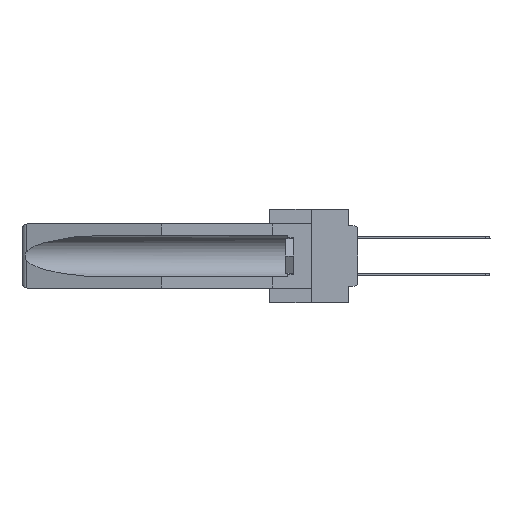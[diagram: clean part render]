
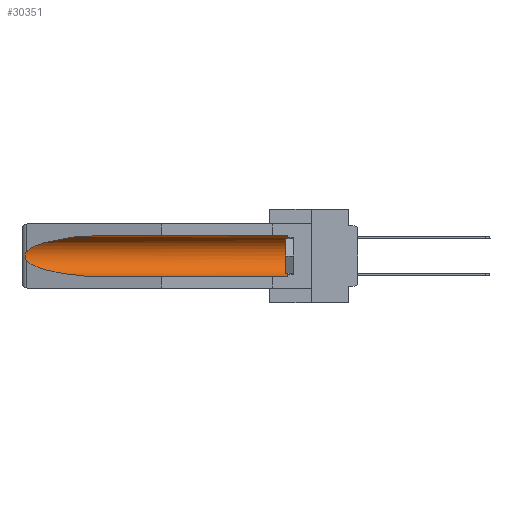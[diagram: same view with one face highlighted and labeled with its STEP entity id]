
A CAD part, left-side view. The second image highlights one B-rep face of the part: STEP entity #30351.
In plain terms, the highlighted cylindrical face has radius 2.857 mm (diameter 5.715 mm), a partial arc.
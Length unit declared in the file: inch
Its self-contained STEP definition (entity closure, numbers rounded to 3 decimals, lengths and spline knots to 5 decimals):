
#396 = DIRECTION ( 'NONE',  ( 0., -1., 0. ) ) ;
#768 = CARTESIAN_POINT ( 'NONE',  ( 0.155, -0.30754, -0.059 ) ) ;
#845 = CARTESIAN_POINT ( 'NONE',  ( 0.26537, 1.52718, -0.14972 ) ) ;
#1611 = EDGE_CURVE ( 'NONE', #5117, #24120, #33054, .T. ) ;
#2190 = VERTEX_POINT ( 'NONE', #3357 ) ;
#2612 = VECTOR ( 'NONE', #30577, 39.37008 ) ;
#2622 = EDGE_CURVE ( 'NONE', #2190, #28796, #22182, .T. ) ;
#3357 = CARTESIAN_POINT ( 'NONE',  ( 0.26537, 1.52718, -0.19328 ) ) ;
#4418 = CARTESIAN_POINT ( 'NONE',  ( 0.26537, 1.52718, -0.14972 ) ) ;
#4724 = CARTESIAN_POINT ( 'NONE',  ( 0.25451, 1.48313, -0.09465 ) ) ;
#4988 = CARTESIAN_POINT ( 'NONE',  ( 0.26537, 1.52718, -0.14972 ) ) ;
#5117 = VERTEX_POINT ( 'NONE', #14654 ) ;
#5811 = CARTESIAN_POINT ( 'NONE',  ( 0.155, -0.30754, -0.1715 ) ) ;
#5992 = CARTESIAN_POINT ( 'NONE',  ( 0.155, 0.126, -0.284 ) ) ;
#7232 = CARTESIAN_POINT ( 'NONE',  ( 0.2673, 1.5327, -0.16383 ) ) ;
#7483 = CARTESIAN_POINT ( 'NONE',  ( 0.26537, 1.52718, -0.19328 ) ) ;
#7973 = ORIENTED_EDGE ( 'NONE', *, *, #12239, .T. ) ;
#8363 = CARTESIAN_POINT ( 'NONE',  ( 0.155, 1.07973, -0.059 ) ) ;
#8555 = DIRECTION ( 'NONE',  ( 0., 1., 0. ) ) ;
#9475 = ORIENTED_EDGE ( 'NONE', *, *, #35967, .T. ) ;
#9939 = CARTESIAN_POINT ( 'NONE',  ( 0.2675, 1.53308, -0.16763 ) ) ;
#10290 = ORIENTED_EDGE ( 'NONE', *, *, #2622, .T. ) ;
#10519 = CARTESIAN_POINT ( 'NONE',  ( 0.21114, 1.30732, -0.059 ) ) ;
#11532 = DIRECTION ( 'NONE',  ( 0., 0., 1. ) ) ;
#11920 = CARTESIAN_POINT ( 'NONE',  ( 0.155, 1.07973, -0.284 ) ) ;
#12239 = EDGE_CURVE ( 'NONE', #24120, #26269, #35494, .T. ) ;
#13658 = FACE_OUTER_BOUND ( 'NONE', #18642, .T. ) ;
#13874 = CARTESIAN_POINT ( 'NONE',  ( 0.155, 1.07973, -0.059 ) ) ;
#14645 = DIRECTION ( 'NONE',  ( 0., 0., 1. ) ) ;
#14654 = CARTESIAN_POINT ( 'NONE',  ( 0.155, 0.126, -0.059 ) ) ;
#14803 = CARTESIAN_POINT ( 'NONE',  ( 0.155, 1.07973, -0.284 ) ) ;
#15294 = EDGE_CURVE ( 'NONE', #26269, #2190, #21009, .T. ) ;
#17476 = EDGE_CURVE ( 'NONE', #29872, #28796, #31834, .T. ) ;
#18642 = EDGE_LOOP ( 'NONE', ( #7973, #22101, #10290, #33499, #9475, #25277 ) ) ;
#19261 = DIRECTION ( 'NONE',  ( 0., 1., 0. ) ) ;
#20525 = CYLINDRICAL_SURFACE ( 'NONE', #22809, 0.1125 ) ;
#20585 = CARTESIAN_POINT ( 'NONE',  ( 0.26537, 1.52718, -0.19328 ) ) ;
#20624 = CIRCLE ( 'NONE', #27912, 0.1125 ) ;
#21009 = B_SPLINE_CURVE_WITH_KNOTS ( 'NONE', 3,
 ( #4418, #21889, #22152, #7232, #9939, #30562, #25016, #25135, #27892, #7483 ),
 .UNSPECIFIED., .F., .F.,
 ( 4, 2, 2, 2, 4 ),
 ( 0., 0.00029, 0.00058, 0.00087, 0.00117 ),
 .UNSPECIFIED. ) ;
#21889 = CARTESIAN_POINT ( 'NONE',  ( 0.26597, 1.52961, -0.15275 ) ) ;
#22101 = ORIENTED_EDGE ( 'NONE', *, *, #15294, .T. ) ;
#22152 = CARTESIAN_POINT ( 'NONE',  ( 0.26654, 1.53092, -0.15636 ) ) ;
#22182 =( BOUNDED_CURVE ( )  B_SPLINE_CURVE ( 3, ( #20585, #26822, #26455, #14803 ),
 .UNSPECIFIED., .F., .F. ) 
 B_SPLINE_CURVE_WITH_KNOTS ( ( 4, 4 ),
 ( 0.1948, 1.5708 ),
 .UNSPECIFIED. ) 
 CURVE ( )  GEOMETRIC_REPRESENTATION_ITEM ( )  RATIONAL_B_SPLINE_CURVE ( ( 1., 0.848, 0.848, 1. ) ) 
 REPRESENTATION_ITEM ( '' )  );
#22809 = AXIS2_PLACEMENT_3D ( 'NONE', #5811, #8555, #11532 ) ;
#24120 = VERTEX_POINT ( 'NONE', #8363 ) ;
#25016 = CARTESIAN_POINT ( 'NONE',  ( 0.2673, 1.53269, -0.17917 ) ) ;
#25135 = CARTESIAN_POINT ( 'NONE',  ( 0.26655, 1.53094, -0.18657 ) ) ;
#25277 = ORIENTED_EDGE ( 'NONE', *, *, #1611, .T. ) ;
#26269 = VERTEX_POINT ( 'NONE', #845 ) ;
#26455 = CARTESIAN_POINT ( 'NONE',  ( 0.21114, 1.30732, -0.284 ) ) ;
#26822 = CARTESIAN_POINT ( 'NONE',  ( 0.25451, 1.48313, -0.24835 ) ) ;
#27892 = CARTESIAN_POINT ( 'NONE',  ( 0.26597, 1.5296, -0.19026 ) ) ;
#27912 = AXIS2_PLACEMENT_3D ( 'NONE', #32673, #396, #14645 ) ;
#28796 = VERTEX_POINT ( 'NONE', #11920 ) ;
#29097 = VECTOR ( 'NONE', #19261, 39.37008 ) ;
#29872 = VERTEX_POINT ( 'NONE', #5992 ) ;
#30351 = ADVANCED_FACE ( 'NONE', ( #13658 ), #20525, .F. ) ;
#30562 = CARTESIAN_POINT ( 'NONE',  ( 0.2675, 1.53308, -0.17534 ) ) ;
#30577 = DIRECTION ( 'NONE',  ( 0., 1., 0. ) ) ;
#31834 = LINE ( 'NONE', #36980, #29097 ) ;
#32673 = CARTESIAN_POINT ( 'NONE',  ( 0.155, 0.126, -0.1715 ) ) ;
#33054 = LINE ( 'NONE', #768, #2612 ) ;
#33499 = ORIENTED_EDGE ( 'NONE', *, *, #17476, .F. ) ;
#35494 =( BOUNDED_CURVE ( )  B_SPLINE_CURVE ( 3, ( #13874, #10519, #4724, #4988 ),
 .UNSPECIFIED., .F., .F. ) 
 B_SPLINE_CURVE_WITH_KNOTS ( ( 4, 4 ),
 ( 4.71239, 6.08839 ),
 .UNSPECIFIED. ) 
 CURVE ( )  GEOMETRIC_REPRESENTATION_ITEM ( )  RATIONAL_B_SPLINE_CURVE ( ( 1., 0.848, 0.848, 1. ) ) 
 REPRESENTATION_ITEM ( '' )  );
#35967 = EDGE_CURVE ( 'NONE', #29872, #5117, #20624, .T. ) ;
#36980 = CARTESIAN_POINT ( 'NONE',  ( 0.155, -0.30754, -0.284 ) ) ;
